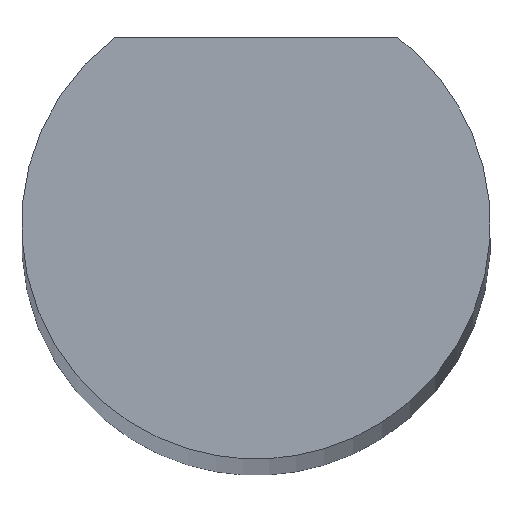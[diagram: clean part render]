
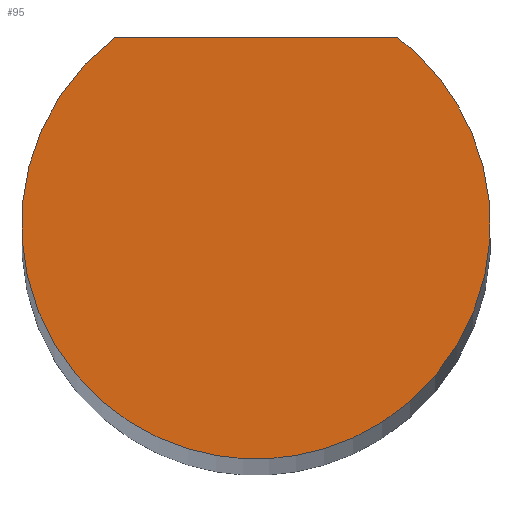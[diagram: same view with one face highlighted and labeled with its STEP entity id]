
A CAD part, top view. The second image highlights one B-rep face of the part: STEP entity #95.
In plain terms, the highlighted free-form (B-spline) face has degree [1, 1] with [2, 2] control points.
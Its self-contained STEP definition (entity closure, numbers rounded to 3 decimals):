
#24 = VERTEX_POINT('',#25);
#25 = CARTESIAN_POINT('',(1.363,-19.077,44.241
    ));
#38 = VERTEX_POINT('',#39);
#39 = CARTESIAN_POINT('',(-1.363,-19.077,
    44.241));
#44 = EDGE_CURVE('',#24,#38,#45,.T.);
#45 = B_SPLINE_CURVE_WITH_KNOTS('',1,(#46,#47),.UNSPECIFIED.,.F.,.F.,(2,
    2),(-1.5,1.5),.PIECEWISE_BEZIER_KNOTS.);
#46 = CARTESIAN_POINT('',(1.363,-19.077,44.241
    ));
#47 = CARTESIAN_POINT('',(-1.363,-19.077,
    44.241));
#67 = EDGE_CURVE('',#38,#24,#68,.T.);
#68 = ( BOUNDED_CURVE() B_SPLINE_CURVE(2,(#69,#70,#71,#72,#73),
.UNSPECIFIED.,.F.,.F.) B_SPLINE_CURVE_WITH_KNOTS((3,2,3),(2.214
,4.712,7.21),.PIECEWISE_BEZIER_KNOTS.) CURVE() 
GEOMETRIC_REPRESENTATION_ITEM() RATIONAL_B_SPLINE_CURVE((1.,
0.316,1.,0.316,1.)) REPRESENTATION_ITEM('') );
#69 = CARTESIAN_POINT('',(-1.363,-19.077,
    44.241));
#70 = CARTESIAN_POINT('',(-6.813,-23.165,
    44.241));
#71 = CARTESIAN_POINT('',(0.,-23.165,
    44.241));
#72 = CARTESIAN_POINT('',(6.813,-23.165,44.241
    ));
#73 = CARTESIAN_POINT('',(1.363,-19.077,44.241
    ));
#95 = ADVANCED_FACE('',(#96),#100,.T.);
#96 = FACE_BOUND('',#97,.T.);
#97 = EDGE_LOOP('',(#98,#99));
#98 = ORIENTED_EDGE('',*,*,#44,.T.);
#99 = ORIENTED_EDGE('',*,*,#67,.T.);
#100 = B_SPLINE_SURFACE_WITH_KNOTS('',1,1,(
    (#101,#102)
    ,(#103,#104
    )),.UNSPECIFIED.,.F.,.F.,.F.,(2,2),(2,2),(-2.,2.5),(-2.5
    ,2.5),.PIECEWISE_BEZIER_KNOTS.);
#101 = CARTESIAN_POINT('',(-2.271,-19.077,
    44.241));
#102 = CARTESIAN_POINT('',(2.271,-19.077,
    44.241));
#103 = CARTESIAN_POINT('',(-2.271,-23.165,
    44.241));
#104 = CARTESIAN_POINT('',(2.271,-23.165,
    44.241));
